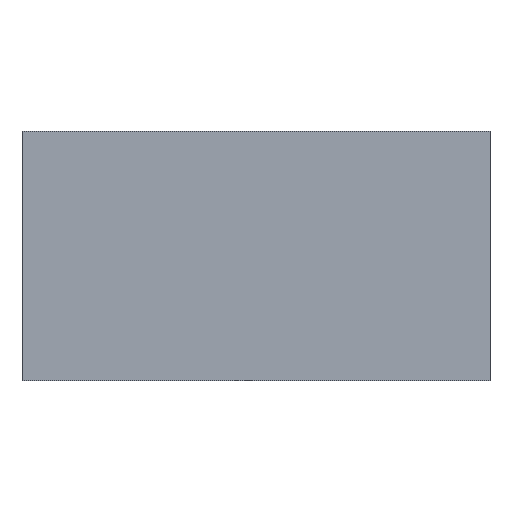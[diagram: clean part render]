
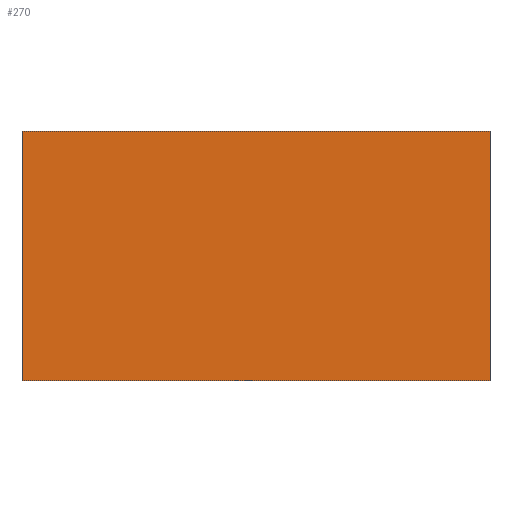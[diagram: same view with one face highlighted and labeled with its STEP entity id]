
A CAD part, front view. The second image highlights one B-rep face of the part: STEP entity #270.
In plain terms, the highlighted planar face has unit normal (0, -1, 0).
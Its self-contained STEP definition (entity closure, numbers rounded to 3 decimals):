
#3 = DIRECTION ( 'NONE',  ( 0., 1., 0. ) ) ;
#24 = EDGE_CURVE ( 'NONE', #39, #167, #227, .T. ) ;
#39 = VERTEX_POINT ( 'NONE', #408 ) ;
#72 = CARTESIAN_POINT ( 'NONE',  ( -62.391, -59.022, 80. ) ) ;
#111 = EDGE_CURVE ( 'NONE', #332, #167, #334, .T. ) ;
#133 = LINE ( 'NONE', #72, #409 ) ;
#144 = FACE_OUTER_BOUND ( 'NONE', #319, .T. ) ;
#156 = VECTOR ( 'NONE', #308, 1000. ) ;
#167 = VERTEX_POINT ( 'NONE', #369 ) ;
#173 = VECTOR ( 'NONE', #383, 1000. ) ;
#186 = ORIENTED_EDGE ( 'NONE', *, *, #395, .T. ) ;
#199 = AXIS2_PLACEMENT_3D ( 'NONE', #267, #3, #417 ) ;
#216 = CARTESIAN_POINT ( 'NONE',  ( -62.391, -59.022, 0. ) ) ;
#225 = CARTESIAN_POINT ( 'NONE',  ( -62.391, -59.022, 0. ) ) ;
#227 = LINE ( 'NONE', #342, #156 ) ;
#228 = VERTEX_POINT ( 'NONE', #301 ) ;
#234 = DIRECTION ( 'NONE',  ( 0., 0., -1. ) ) ;
#241 = EDGE_CURVE ( 'NONE', #228, #39, #428, .T. ) ;
#257 = ORIENTED_EDGE ( 'NONE', *, *, #111, .T. ) ;
#267 = CARTESIAN_POINT ( 'NONE',  ( -62.391, -59.022, 80. ) ) ;
#270 = ADVANCED_FACE ( 'NONE', ( #144 ), #421, .F. ) ;
#301 = CARTESIAN_POINT ( 'NONE',  ( -62.391, -59.022, 80. ) ) ;
#308 = DIRECTION ( 'NONE',  ( 0., 0., -1. ) ) ;
#319 = EDGE_LOOP ( 'NONE', ( #257, #372, #387, #186 ) ) ;
#332 = VERTEX_POINT ( 'NONE', #225 ) ;
#334 = LINE ( 'NONE', #216, #406 ) ;
#342 = CARTESIAN_POINT ( 'NONE',  ( 87.609, -59.022, 80. ) ) ;
#369 = CARTESIAN_POINT ( 'NONE',  ( 87.609, -59.022, 0. ) ) ;
#372 = ORIENTED_EDGE ( 'NONE', *, *, #24, .F. ) ;
#383 = DIRECTION ( 'NONE',  ( 1., 0., 0. ) ) ;
#387 = ORIENTED_EDGE ( 'NONE', *, *, #241, .F. ) ;
#395 = EDGE_CURVE ( 'NONE', #228, #332, #133, .T. ) ;
#398 = DIRECTION ( 'NONE',  ( 1., 0., 0. ) ) ;
#406 = VECTOR ( 'NONE', #398, 1000. ) ;
#408 = CARTESIAN_POINT ( 'NONE',  ( 87.609, -59.022, 80. ) ) ;
#409 = VECTOR ( 'NONE', #234, 1000. ) ;
#417 = DIRECTION ( 'NONE',  ( -1., 0., 0. ) ) ;
#419 = CARTESIAN_POINT ( 'NONE',  ( -62.391, -59.022, 80. ) ) ;
#421 = PLANE ( 'NONE',  #199 ) ;
#428 = LINE ( 'NONE', #419, #173 ) ;
